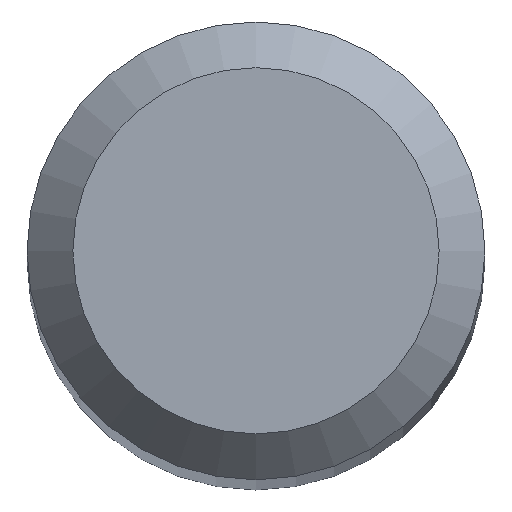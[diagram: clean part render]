
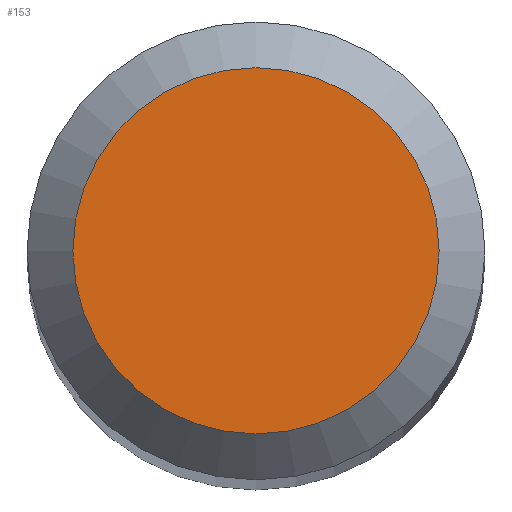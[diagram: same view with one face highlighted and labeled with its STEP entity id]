
A CAD part, top view. The second image highlights one B-rep face of the part: STEP entity #153.
In plain terms, the highlighted planar face has unit normal (0, 0, 1).
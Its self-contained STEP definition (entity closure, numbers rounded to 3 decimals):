
#52 = DIRECTION ( 'NONE',  ( 0., 1., 0. ) ) ;
#68 = VERTEX_POINT ( 'NONE', #199 ) ;
#85 = DIRECTION ( 'NONE',  ( 0., 0., -1. ) ) ;
#104 = CIRCLE ( 'NONE', #220, 0.8 ) ;
#115 = AXIS2_PLACEMENT_3D ( 'NONE', #144, #85, #52 ) ;
#144 = CARTESIAN_POINT ( 'NONE',  ( 0., 0., 38. ) ) ;
#145 = EDGE_LOOP ( 'NONE', ( #170 ) ) ;
#153 = ADVANCED_FACE ( 'NONE', ( #223 ), #168, .F. ) ;
#157 = DIRECTION ( 'NONE',  ( 0., 0., -1. ) ) ;
#168 = PLANE ( 'NONE',  #115 ) ;
#170 = ORIENTED_EDGE ( 'NONE', *, *, #194, .F. ) ;
#179 = DIRECTION ( 'NONE',  ( 0., 1., 0. ) ) ;
#194 = EDGE_CURVE ( 'NONE', #68, #68, #104, .T. ) ;
#197 = CARTESIAN_POINT ( 'NONE',  ( 0., 0., 38. ) ) ;
#199 = CARTESIAN_POINT ( 'NONE',  ( 0., 0.8, 38. ) ) ;
#220 = AXIS2_PLACEMENT_3D ( 'NONE', #197, #157, #179 ) ;
#223 = FACE_OUTER_BOUND ( 'NONE', #145, .T. ) ;
